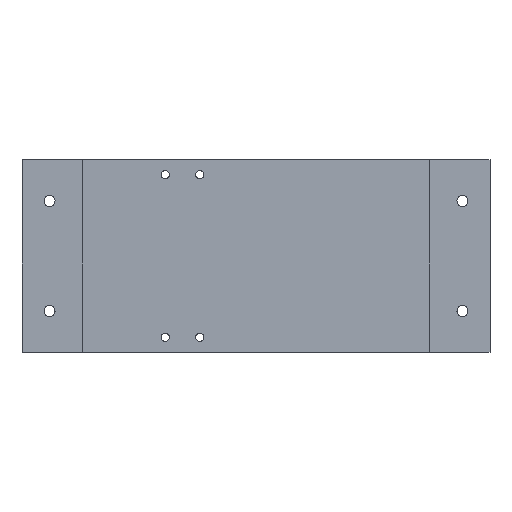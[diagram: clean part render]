
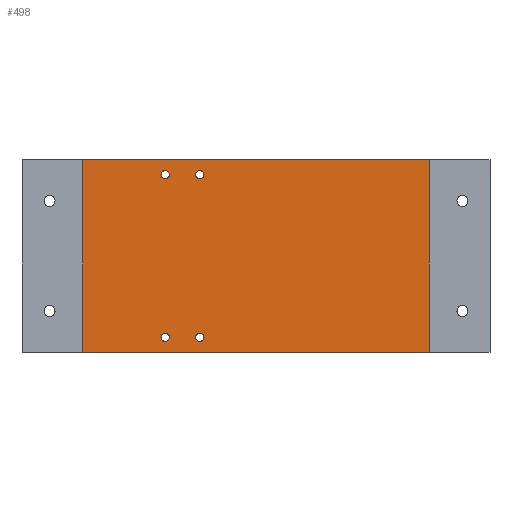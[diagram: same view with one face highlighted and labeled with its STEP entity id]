
A CAD part, top view. The second image highlights one B-rep face of the part: STEP entity #498.
In plain terms, the highlighted planar face has unit normal (0, 0, 1).
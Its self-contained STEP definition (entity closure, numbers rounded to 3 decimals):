
#1 = CARTESIAN_POINT ( 'NONE',  ( -63., -35., 2. ) ) ;
#5 = AXIS2_PLACEMENT_3D ( 'NONE', #56, #808, #64 ) ;
#24 = DIRECTION ( 'NONE',  ( 1., 0., 0. ) ) ;
#27 = CARTESIAN_POINT ( 'NONE',  ( -20.4, -29.5, 2. ) ) ;
#36 = FACE_BOUND ( 'NONE', #44, .T. ) ;
#41 = EDGE_CURVE ( 'NONE', #438, #169, #783, .T. ) ;
#44 = EDGE_LOOP ( 'NONE', ( #204, #1029 ) ) ;
#47 = ORIENTED_EDGE ( 'NONE', *, *, #612, .T. ) ;
#50 = CARTESIAN_POINT ( 'NONE',  ( -21.9, -29.5, 2. ) ) ;
#55 = AXIS2_PLACEMENT_3D ( 'NONE', #752, #429, #24 ) ;
#56 = CARTESIAN_POINT ( 'NONE',  ( -33., -29.5, 2. ) ) ;
#64 = DIRECTION ( 'NONE',  ( 1., 0., 0. ) ) ;
#82 = CARTESIAN_POINT ( 'NONE',  ( 63., 35., 2. ) ) ;
#85 = CARTESIAN_POINT ( 'NONE',  ( -33., -29.5, 2. ) ) ;
#87 = VERTEX_POINT ( 'NONE', #1076 ) ;
#92 = CARTESIAN_POINT ( 'NONE',  ( -20.4, -29.5, 2. ) ) ;
#107 = CARTESIAN_POINT ( 'NONE',  ( -21.9, 29.5, 2. ) ) ;
#123 = AXIS2_PLACEMENT_3D ( 'NONE', #85, #923, #753 ) ;
#135 = VECTOR ( 'NONE', #716, 1000. ) ;
#148 = CIRCLE ( 'NONE', #646, 1.5 ) ;
#149 = CIRCLE ( 'NONE', #1069, 1.5 ) ;
#169 = VERTEX_POINT ( 'NONE', #1006 ) ;
#190 = CARTESIAN_POINT ( 'NONE',  ( -33., 29.5, 2. ) ) ;
#202 = DIRECTION ( 'NONE',  ( 0., 0., 1. ) ) ;
#204 = ORIENTED_EDGE ( 'NONE', *, *, #288, .F. ) ;
#239 = CARTESIAN_POINT ( 'NONE',  ( -20.4, 29.5, 2. ) ) ;
#242 = DIRECTION ( 'NONE',  ( 1., 0., 0. ) ) ;
#244 = DIRECTION ( 'NONE',  ( 0., 0., 1. ) ) ;
#265 = VECTOR ( 'NONE', #580, 1000. ) ;
#269 = EDGE_CURVE ( 'NONE', #565, #493, #859, .T. ) ;
#272 = DIRECTION ( 'NONE',  ( 0., 0., 1. ) ) ;
#280 = CARTESIAN_POINT ( 'NONE',  ( -31.5, 29.5, 2. ) ) ;
#288 = EDGE_CURVE ( 'NONE', #169, #438, #739, .T. ) ;
#300 = CARTESIAN_POINT ( 'NONE',  ( -63., -35., 2. ) ) ;
#314 = EDGE_LOOP ( 'NONE', ( #525, #630 ) ) ;
#357 = CARTESIAN_POINT ( 'NONE',  ( -63., -35., 2. ) ) ;
#376 = FACE_BOUND ( 'NONE', #1056, .T. ) ;
#385 = VERTEX_POINT ( 'NONE', #107 ) ;
#388 = DIRECTION ( 'NONE',  ( 0., 0., -1. ) ) ;
#415 = AXIS2_PLACEMENT_3D ( 'NONE', #967, #388, #700 ) ;
#419 = FACE_BOUND ( 'NONE', #691, .T. ) ;
#423 = VERTEX_POINT ( 'NONE', #676 ) ;
#429 = DIRECTION ( 'NONE',  ( 0., 0., 1. ) ) ;
#430 = EDGE_CURVE ( 'NONE', #87, #537, #610, .T. ) ;
#431 = DIRECTION ( 'NONE',  ( 1., 0., 0. ) ) ;
#438 = VERTEX_POINT ( 'NONE', #780 ) ;
#450 = PLANE ( 'NONE',  #415 ) ;
#467 = ORIENTED_EDGE ( 'NONE', *, *, #926, .F. ) ;
#476 = ORIENTED_EDGE ( 'NONE', *, *, #269, .T. ) ;
#489 = FACE_OUTER_BOUND ( 'NONE', #669, .T. ) ;
#493 = VERTEX_POINT ( 'NONE', #526 ) ;
#495 = VERTEX_POINT ( 'NONE', #861 ) ;
#496 = VERTEX_POINT ( 'NONE', #280 ) ;
#498 = ADVANCED_FACE ( 'NONE', ( #584, #376, #36, #419, #489 ), #450, .F. ) ;
#518 = DIRECTION ( 'NONE',  ( 1., 0., 0. ) ) ;
#525 = ORIENTED_EDGE ( 'NONE', *, *, #1045, .F. ) ;
#526 = CARTESIAN_POINT ( 'NONE',  ( 63., -35., 2. ) ) ;
#531 = VECTOR ( 'NONE', #431, 1000. ) ;
#537 = VERTEX_POINT ( 'NONE', #50 ) ;
#565 = VERTEX_POINT ( 'NONE', #300 ) ;
#580 = DIRECTION ( 'NONE',  ( 0., -1., 0. ) ) ;
#584 = FACE_BOUND ( 'NONE', #314, .T. ) ;
#595 = VECTOR ( 'NONE', #704, 1000. ) ;
#602 = DIRECTION ( 'NONE',  ( 0., 0., 1. ) ) ;
#610 = CIRCLE ( 'NONE', #860, 1.5 ) ;
#612 = EDGE_CURVE ( 'NONE', #493, #848, #678, .T. ) ;
#619 = AXIS2_PLACEMENT_3D ( 'NONE', #805, #244, #242 ) ;
#630 = ORIENTED_EDGE ( 'NONE', *, *, #914, .F. ) ;
#635 = EDGE_CURVE ( 'NONE', #969, #385, #1041, .T. ) ;
#646 = AXIS2_PLACEMENT_3D ( 'NONE', #92, #602, #940 ) ;
#666 = EDGE_CURVE ( 'NONE', #385, #969, #149, .T. ) ;
#669 = EDGE_LOOP ( 'NONE', ( #47, #838, #886, #476 ) ) ;
#676 = CARTESIAN_POINT ( 'NONE',  ( -63., 35., 2. ) ) ;
#678 = LINE ( 'NONE', #964, #595 ) ;
#691 = EDGE_LOOP ( 'NONE', ( #868, #836 ) ) ;
#692 = EDGE_CURVE ( 'NONE', #848, #423, #878, .T. ) ;
#700 = DIRECTION ( 'NONE',  ( -1., 0., 0. ) ) ;
#704 = DIRECTION ( 'NONE',  ( 0., 1., 0. ) ) ;
#712 = DIRECTION ( 'NONE',  ( 1., 0., 0. ) ) ;
#716 = DIRECTION ( 'NONE',  ( -1., 0., 0. ) ) ;
#737 = AXIS2_PLACEMENT_3D ( 'NONE', #190, #272, #844 ) ;
#739 = CIRCLE ( 'NONE', #123, 1.5 ) ;
#752 = CARTESIAN_POINT ( 'NONE',  ( -33., 29.5, 2. ) ) ;
#753 = DIRECTION ( 'NONE',  ( 1., 0., 0. ) ) ;
#767 = CARTESIAN_POINT ( 'NONE',  ( -18.9, 29.5, 2. ) ) ;
#780 = CARTESIAN_POINT ( 'NONE',  ( -34.5, -29.5, 2. ) ) ;
#783 = CIRCLE ( 'NONE', #5, 1.5 ) ;
#792 = CIRCLE ( 'NONE', #737, 1.5 ) ;
#805 = CARTESIAN_POINT ( 'NONE',  ( -20.4, 29.5, 2. ) ) ;
#808 = DIRECTION ( 'NONE',  ( 0., 0., 1. ) ) ;
#811 = CARTESIAN_POINT ( 'NONE',  ( -63., 35., 2. ) ) ;
#818 = EDGE_CURVE ( 'NONE', #423, #565, #957, .T. ) ;
#836 = ORIENTED_EDGE ( 'NONE', *, *, #666, .F. ) ;
#838 = ORIENTED_EDGE ( 'NONE', *, *, #692, .T. ) ;
#844 = DIRECTION ( 'NONE',  ( 1., 0., 0. ) ) ;
#848 = VERTEX_POINT ( 'NONE', #82 ) ;
#859 = LINE ( 'NONE', #357, #531 ) ;
#860 = AXIS2_PLACEMENT_3D ( 'NONE', #27, #202, #518 ) ;
#861 = CARTESIAN_POINT ( 'NONE',  ( -34.5, 29.5, 2. ) ) ;
#868 = ORIENTED_EDGE ( 'NONE', *, *, #635, .F. ) ;
#878 = LINE ( 'NONE', #811, #135 ) ;
#886 = ORIENTED_EDGE ( 'NONE', *, *, #818, .T. ) ;
#889 = DIRECTION ( 'NONE',  ( 0., 0., 1. ) ) ;
#914 = EDGE_CURVE ( 'NONE', #495, #496, #971, .T. ) ;
#923 = DIRECTION ( 'NONE',  ( 0., 0., 1. ) ) ;
#926 = EDGE_CURVE ( 'NONE', #537, #87, #148, .T. ) ;
#940 = DIRECTION ( 'NONE',  ( 1., 0., 0. ) ) ;
#957 = LINE ( 'NONE', #1, #265 ) ;
#964 = CARTESIAN_POINT ( 'NONE',  ( 63., -35., 2. ) ) ;
#967 = CARTESIAN_POINT ( 'NONE',  ( 0., 0., 2. ) ) ;
#969 = VERTEX_POINT ( 'NONE', #767 ) ;
#971 = CIRCLE ( 'NONE', #55, 1.5 ) ;
#1006 = CARTESIAN_POINT ( 'NONE',  ( -31.5, -29.5, 2. ) ) ;
#1029 = ORIENTED_EDGE ( 'NONE', *, *, #41, .F. ) ;
#1041 = CIRCLE ( 'NONE', #619, 1.5 ) ;
#1045 = EDGE_CURVE ( 'NONE', #496, #495, #792, .T. ) ;
#1056 = EDGE_LOOP ( 'NONE', ( #1075, #467 ) ) ;
#1069 = AXIS2_PLACEMENT_3D ( 'NONE', #239, #889, #712 ) ;
#1075 = ORIENTED_EDGE ( 'NONE', *, *, #430, .F. ) ;
#1076 = CARTESIAN_POINT ( 'NONE',  ( -18.9, -29.5, 2. ) ) ;
